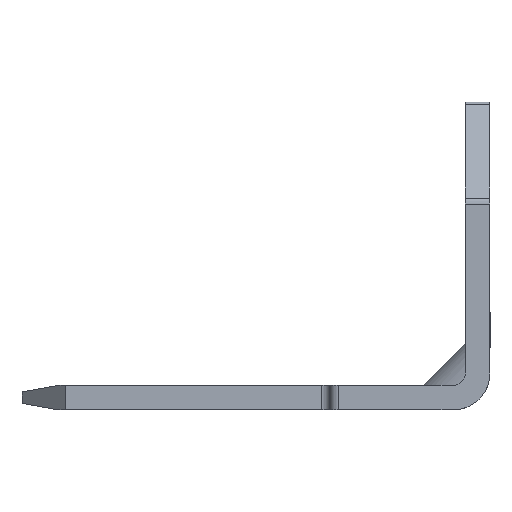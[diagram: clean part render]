
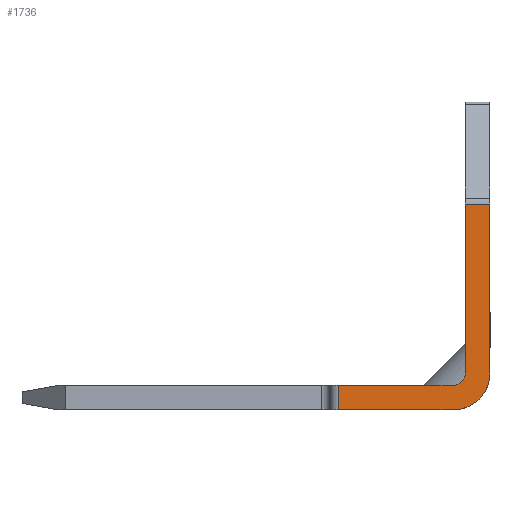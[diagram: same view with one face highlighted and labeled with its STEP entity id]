
A CAD part, left-side view. The second image highlights one B-rep face of the part: STEP entity #1736.
In plain terms, the highlighted planar face has unit normal (-1, 0, 0).
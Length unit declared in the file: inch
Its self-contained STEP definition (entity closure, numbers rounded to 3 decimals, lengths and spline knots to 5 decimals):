
#29 = VERTEX_POINT ( 'NONE', #881 ) ;
#33 = CARTESIAN_POINT ( 'NONE',  ( -0.125, -0.255, 0.1471 ) ) ;
#81 = VERTEX_POINT ( 'NONE', #853 ) ;
#189 = DIRECTION ( 'NONE',  ( 0., -1., 0. ) ) ;
#214 = EDGE_CURVE ( 'NONE', #1991, #772, #1808, .T. ) ;
#294 = DIRECTION ( 'NONE',  ( 0., 0., -1. ) ) ;
#318 = CARTESIAN_POINT ( 'NONE',  ( -0.125, -0.225, -0.02 ) ) ;
#361 = EDGE_CURVE ( 'NONE', #29, #987, #1462, .T. ) ;
#419 = CARTESIAN_POINT ( 'NONE',  ( -0.125, -0.132, -0.02 ) ) ;
#443 = DIRECTION ( 'NONE',  ( 1., 0., 0. ) ) ;
#465 = CARTESIAN_POINT ( 'NONE',  ( -0.125, -0.255, 0.01 ) ) ;
#531 = DIRECTION ( 'NONE',  ( 0., 0., -1. ) ) ;
#567 = EDGE_CURVE ( 'NONE', #772, #1134, #1704, .T. ) ;
#576 = CARTESIAN_POINT ( 'NONE',  ( -0.125, -0.235, 0.1471 ) ) ;
#677 = ORIENTED_EDGE ( 'NONE', *, *, #1213, .F. ) ;
#716 = DIRECTION ( 'NONE',  ( 1., 0., 0. ) ) ;
#741 = DIRECTION ( 'NONE',  ( 0., 1., 0. ) ) ;
#772 = VERTEX_POINT ( 'NONE', #855 ) ;
#853 = CARTESIAN_POINT ( 'NONE',  ( -0.125, -0.235, 0.01 ) ) ;
#855 = CARTESIAN_POINT ( 'NONE',  ( -0.125, -0.255, 0.01 ) ) ;
#881 = CARTESIAN_POINT ( 'NONE',  ( -0.125, -0.132, 0. ) ) ;
#987 = VERTEX_POINT ( 'NONE', #419 ) ;
#1019 = ORIENTED_EDGE ( 'NONE', *, *, #1958, .F. ) ;
#1134 = VERTEX_POINT ( 'NONE', #318 ) ;
#1135 = ORIENTED_EDGE ( 'NONE', *, *, #1329, .F. ) ;
#1147 = VECTOR ( 'NONE', #741, 39.37008 ) ;
#1184 = CARTESIAN_POINT ( 'NONE',  ( -0.125, -0.225, 0.1471 ) ) ;
#1213 = EDGE_CURVE ( 'NONE', #81, #1247, #1350, .T. ) ;
#1241 = AXIS2_PLACEMENT_3D ( 'NONE', #2148, #443, #294 ) ;
#1247 = VERTEX_POINT ( 'NONE', #576 ) ;
#1248 = VECTOR ( 'NONE', #1792, 39.37008 ) ;
#1278 = EDGE_LOOP ( 'NONE', ( #1019, #1366, #1135, #1784, #1905, #1726, #677, #1985 ) ) ;
#1286 = AXIS2_PLACEMENT_3D ( 'NONE', #1879, #1439, #531 ) ;
#1307 = VERTEX_POINT ( 'NONE', #1609 ) ;
#1329 = EDGE_CURVE ( 'NONE', #1134, #987, #1594, .T. ) ;
#1350 = LINE ( 'NONE', #1898, #2050 ) ;
#1366 = ORIENTED_EDGE ( 'NONE', *, *, #361, .T. ) ;
#1406 = VECTOR ( 'NONE', #1912, 39.37008 ) ;
#1439 = DIRECTION ( 'NONE',  ( -1., 0., 0. ) ) ;
#1462 = LINE ( 'NONE', #1758, #1406 ) ;
#1471 = DIRECTION ( 'NONE',  ( 0., 0., -1. ) ) ;
#1487 = CARTESIAN_POINT ( 'NONE',  ( -0.125, 0.095, 0. ) ) ;
#1566 = AXIS2_PLACEMENT_3D ( 'NONE', #1854, #716, #1471 ) ;
#1594 = LINE ( 'NONE', #1753, #1147 ) ;
#1609 = CARTESIAN_POINT ( 'NONE',  ( -0.125, -0.225, 0. ) ) ;
#1616 = LINE ( 'NONE', #1184, #2071 ) ;
#1682 = CIRCLE ( 'NONE', #1286, 0.01 ) ;
#1704 = CIRCLE ( 'NONE', #1241, 0.03 ) ;
#1726 = ORIENTED_EDGE ( 'NONE', *, *, #1733, .T. ) ;
#1733 = EDGE_CURVE ( 'NONE', #1991, #1247, #1616, .T. ) ;
#1736 = ADVANCED_FACE ( 'NONE', ( #1976 ), #1800, .F. ) ;
#1738 = VECTOR ( 'NONE', #189, 39.37008 ) ;
#1753 = CARTESIAN_POINT ( 'NONE',  ( -0.125, 0.095, -0.02 ) ) ;
#1758 = CARTESIAN_POINT ( 'NONE',  ( -0.125, -0.132, 0.01 ) ) ;
#1784 = ORIENTED_EDGE ( 'NONE', *, *, #567, .F. ) ;
#1792 = DIRECTION ( 'NONE',  ( 0., 0., -1. ) ) ;
#1796 = DIRECTION ( 'NONE',  ( 0., 1., 0. ) ) ;
#1800 = PLANE ( 'NONE',  #1566 ) ;
#1808 = LINE ( 'NONE', #465, #1248 ) ;
#1854 = CARTESIAN_POINT ( 'NONE',  ( -0.125, -0.225, 0.01 ) ) ;
#1879 = CARTESIAN_POINT ( 'NONE',  ( -0.125, -0.225, 0.01 ) ) ;
#1898 = CARTESIAN_POINT ( 'NONE',  ( -0.125, -0.235, 0.01 ) ) ;
#1905 = ORIENTED_EDGE ( 'NONE', *, *, #214, .F. ) ;
#1912 = DIRECTION ( 'NONE',  ( 0., 0., -1. ) ) ;
#1958 = EDGE_CURVE ( 'NONE', #29, #1307, #2147, .T. ) ;
#1976 = FACE_OUTER_BOUND ( 'NONE', #1278, .T. ) ;
#1985 = ORIENTED_EDGE ( 'NONE', *, *, #2014, .F. ) ;
#1991 = VERTEX_POINT ( 'NONE', #33 ) ;
#2014 = EDGE_CURVE ( 'NONE', #1307, #81, #1682, .T. ) ;
#2035 = DIRECTION ( 'NONE',  ( 0., 0., 1. ) ) ;
#2050 = VECTOR ( 'NONE', #2035, 39.37008 ) ;
#2071 = VECTOR ( 'NONE', #1796, 39.37008 ) ;
#2147 = LINE ( 'NONE', #1487, #1738 ) ;
#2148 = CARTESIAN_POINT ( 'NONE',  ( -0.125, -0.225, 0.01 ) ) ;
